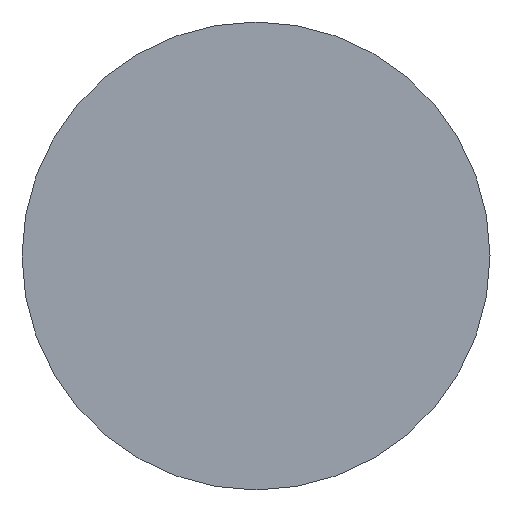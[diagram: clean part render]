
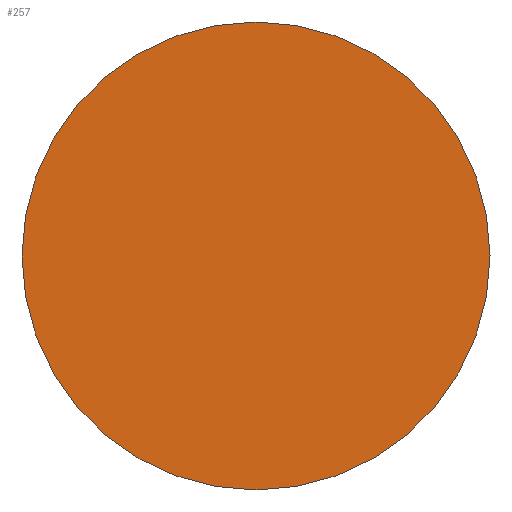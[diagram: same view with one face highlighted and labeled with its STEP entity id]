
A CAD part, front view. The second image highlights one B-rep face of the part: STEP entity #257.
In plain terms, the highlighted planar face has unit normal (0, -1, 0).
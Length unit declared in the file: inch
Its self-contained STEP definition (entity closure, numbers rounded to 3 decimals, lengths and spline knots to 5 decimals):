
#5 = DIRECTION ( 'NONE',  ( 0., 0., -1. ) ) ;
#16 = DIRECTION ( 'NONE',  ( 0., -1., 0. ) ) ;
#20 = AXIS2_PLACEMENT_3D ( 'NONE', #67, #249, #242 ) ;
#45 = CIRCLE ( 'NONE', #20, 0.0625 ) ;
#61 = CARTESIAN_POINT ( 'NONE',  ( 0., 0., 0. ) ) ;
#64 = PLANE ( 'NONE',  #71 ) ;
#67 = CARTESIAN_POINT ( 'NONE',  ( 0., 0., 0. ) ) ;
#71 = AXIS2_PLACEMENT_3D ( 'NONE', #61, #16, #117 ) ;
#77 = DIRECTION ( 'NONE',  ( 0., -1., 0. ) ) ;
#117 = DIRECTION ( 'NONE',  ( 0., 0., -1. ) ) ;
#119 = CARTESIAN_POINT ( 'NONE',  ( 0., 0., -0.0625 ) ) ;
#172 = EDGE_CURVE ( 'NONE', #306, #304, #219, .T. ) ;
#179 = FACE_OUTER_BOUND ( 'NONE', #280, .T. ) ;
#199 = CARTESIAN_POINT ( 'NONE',  ( 0., 0., 0. ) ) ;
#219 = CIRCLE ( 'NONE', #248, 0.0625 ) ;
#242 = DIRECTION ( 'NONE',  ( 0., 0., -1. ) ) ;
#247 = ORIENTED_EDGE ( 'NONE', *, *, #172, .T. ) ;
#248 = AXIS2_PLACEMENT_3D ( 'NONE', #199, #77, #5 ) ;
#249 = DIRECTION ( 'NONE',  ( 0., -1., 0. ) ) ;
#257 = ADVANCED_FACE ( 'NONE', ( #179 ), #64, .T. ) ;
#268 = EDGE_CURVE ( 'NONE', #304, #306, #45, .T. ) ;
#276 = ORIENTED_EDGE ( 'NONE', *, *, #268, .T. ) ;
#280 = EDGE_LOOP ( 'NONE', ( #276, #247 ) ) ;
#289 = CARTESIAN_POINT ( 'NONE',  ( 0., 0., 0.0625 ) ) ;
#304 = VERTEX_POINT ( 'NONE', #119 ) ;
#306 = VERTEX_POINT ( 'NONE', #289 ) ;
